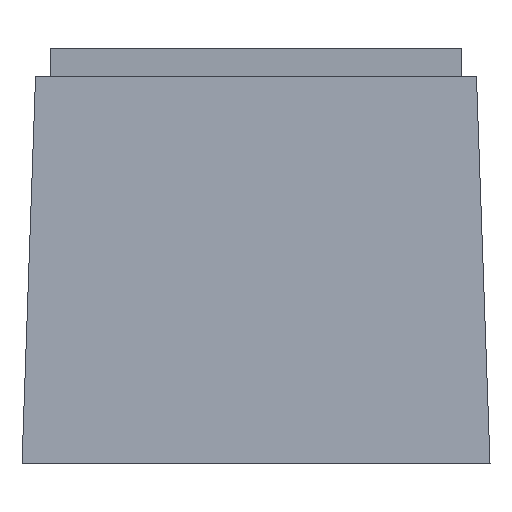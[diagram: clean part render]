
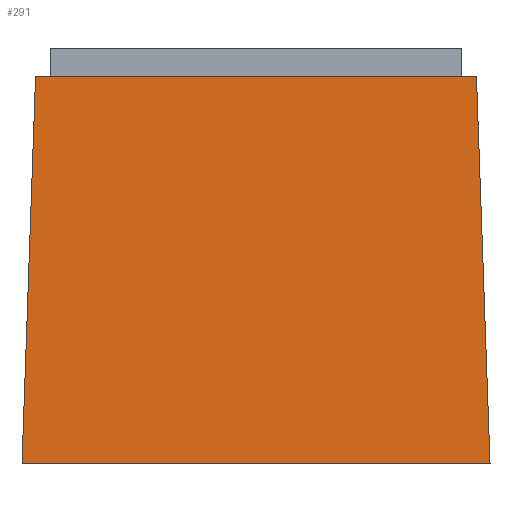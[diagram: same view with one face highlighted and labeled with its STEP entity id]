
A CAD part, left-side view. The second image highlights one B-rep face of the part: STEP entity #291.
In plain terms, the highlighted planar face has unit normal (-0.999, 0, 0.035).
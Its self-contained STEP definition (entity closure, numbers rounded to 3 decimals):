
#223=FACE_OUTER_BOUND('',#634,.T.);
#291=ADVANCED_FACE('',(#223),#369,.T.);
#369=PLANE('',#1456);
#440=LINE('',#1814,#516);
#444=LINE('',#1823,#520);
#445=LINE('',#1825,#521);
#446=LINE('',#1827,#522);
#516=VECTOR('',#1561,1.);
#520=VECTOR('',#1567,1.);
#521=VECTOR('',#1568,1.);
#522=VECTOR('',#1569,1.);
#634=EDGE_LOOP('',(#757,#758,#759,#760));
#757=ORIENTED_EDGE('',*,*,#1261,.F.);
#758=ORIENTED_EDGE('',*,*,#1262,.T.);
#759=ORIENTED_EDGE('',*,*,#1263,.F.);
#760=ORIENTED_EDGE('',*,*,#1257,.T.);
#1121=VERTEX_POINT('',#1815);
#1122=VERTEX_POINT('',#1816);
#1125=VERTEX_POINT('',#1824);
#1126=VERTEX_POINT('',#1826);
#1257=EDGE_CURVE('',#1121,#1122,#440,.T.);
#1261=EDGE_CURVE('',#1125,#1122,#444,.T.);
#1262=EDGE_CURVE('',#1125,#1126,#445,.T.);
#1263=EDGE_CURVE('',#1121,#1126,#446,.T.);
#1456=AXIS2_PLACEMENT_3D('',#1828,#1570,#1571);
#1561=DIRECTION('',(0.,1.,0.));
#1567=DIRECTION('',(0.035,-0.035,0.999));
#1568=DIRECTION('',(0.,-1.,0.));
#1569=DIRECTION('',(-0.035,-0.035,-0.999));
#1570=DIRECTION('',(-0.999,0.,0.035));
#1571=DIRECTION('',(-0.035,0.,-0.999));
#1814=CARTESIAN_POINT('',(-9.381,11.,16.3));
#1815=CARTESIAN_POINT('',(-9.381,-9.381,16.3));
#1816=CARTESIAN_POINT('',(-9.381,9.381,16.3));
#1823=CARTESIAN_POINT('',(-9.423,9.423,15.098));
#1824=CARTESIAN_POINT('',(-9.957,9.957,-0.2));
#1825=CARTESIAN_POINT('',(-9.957,11.,-0.2));
#1826=CARTESIAN_POINT('',(-9.957,-9.957,-0.2));
#1827=CARTESIAN_POINT('',(-9.536,-9.536,11.87));
#1828=CARTESIAN_POINT('',(-9.561,11.,11.153));
